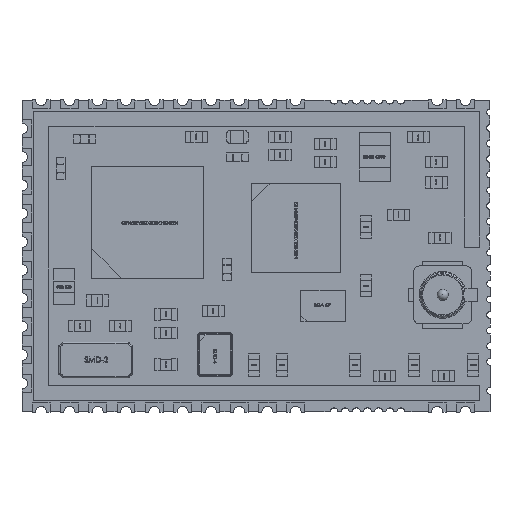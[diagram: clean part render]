
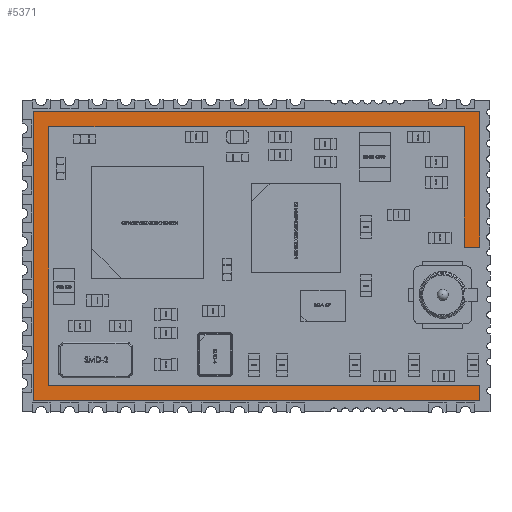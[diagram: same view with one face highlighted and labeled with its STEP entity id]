
A CAD part, top view. The second image highlights one B-rep face of the part: STEP entity #5371.
In plain terms, the highlighted planar face has unit normal (0, 0, 1).
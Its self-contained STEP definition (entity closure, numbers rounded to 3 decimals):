
#1896 = CARTESIAN_POINT ( 'NONE',  ( 0., 0., 1.01 ) ) ;
#1918 = DIRECTION ( 'NONE',  ( 0., 0., 1. ) ) ;
#1949 = DIRECTION ( 'NONE',  ( 1., 0., 0. ) ) ;
#2006 = PLANE ( 'NONE',  #121898 ) ;
#5371 = ADVANCED_FACE ( 'N', ( #149499 ), #2006, .T. ) ;
#26560 = ORIENTED_EDGE ( 'NONE', *, *, #54762, .T. ) ;
#26575 = ORIENTED_EDGE ( 'NONE', *, *, #54838, .T. ) ;
#26579 = ORIENTED_EDGE ( 'NONE', *, *, #54787, .T. ) ;
#26616 = ORIENTED_EDGE ( 'NONE', *, *, #54828, .T. ) ;
#26629 = ORIENTED_EDGE ( 'NONE', *, *, #54831, .T. ) ;
#26667 = ORIENTED_EDGE ( 'NONE', *, *, #54883, .T. ) ;
#26669 = ORIENTED_EDGE ( 'NONE', *, *, #54827, .T. ) ;
#26675 = ORIENTED_EDGE ( 'NONE', *, *, #54759, .T. ) ;
#26690 = ORIENTED_EDGE ( 'NONE', *, *, #54880, .T. ) ;
#26693 = ORIENTED_EDGE ( 'NONE', *, *, #54800, .T. ) ;
#54759 = EDGE_CURVE ( 'NONE', #81152, #81157, #135856, .T. ) ;
#54762 = EDGE_CURVE ( 'NONE', #81105, #81083, #135870, .T. ) ;
#54787 = EDGE_CURVE ( 'NONE', #81157, #81148, #135954, .T. ) ;
#54800 = EDGE_CURVE ( 'NONE', #81083, #81256, #135893, .T. ) ;
#54827 = EDGE_CURVE ( 'NONE', #81148, #81105, #136026, .T. ) ;
#54828 = EDGE_CURVE ( 'NONE', #81217, #81263, #135976, .T. ) ;
#54831 = EDGE_CURVE ( 'NONE', #81256, #81230, #135992, .T. ) ;
#54838 = EDGE_CURVE ( 'NONE', #81263, #81222, #135998, .T. ) ;
#54880 = EDGE_CURVE ( 'NONE', #81222, #81152, #136065, .T. ) ;
#54883 = EDGE_CURVE ( 'NONE', #81230, #81217, #136101, .T. ) ;
#66269 = CARTESIAN_POINT ( 'NONE',  ( 1.2, 1.2, 1.01 ) ) ;
#66369 = CARTESIAN_POINT ( 'NONE',  ( 20.55, 1.2, 1.01 ) ) ;
#66371 = CARTESIAN_POINT ( 'NONE',  ( 0.5, 13.5, 1.01 ) ) ;
#66394 = CARTESIAN_POINT ( 'NONE',  ( 19.85, 7.4, 1.01 ) ) ;
#66396 = CARTESIAN_POINT ( 'NONE',  ( 19.85, 12.8, 1.01 ) ) ;
#66404 = CARTESIAN_POINT ( 'NONE',  ( 0.5, 0.5, 1.01 ) ) ;
#66448 = CARTESIAN_POINT ( 'NONE',  ( 20.55, 13.5, 1.01 ) ) ;
#66449 = CARTESIAN_POINT ( 'NONE',  ( 20.55, 0.5, 1.01 ) ) ;
#66516 = CARTESIAN_POINT ( 'NONE',  ( 20.55, 7.4, 1.01 ) ) ;
#66528 = CARTESIAN_POINT ( 'NONE',  ( 1.2, 12.8, 1.01 ) ) ;
#75248 = EDGE_LOOP ( 'NONE', ( #26675, #26579, #26669, #26560, #26693, #26629, #26667, #26616, #26575, #26690 ) ) ;
#81083 = VERTEX_POINT ( 'NONE', #66269 ) ;
#81105 = VERTEX_POINT ( 'NONE', #66369 ) ;
#81148 = VERTEX_POINT ( 'NONE', #66449 ) ;
#81152 = VERTEX_POINT ( 'NONE', #66371 ) ;
#81157 = VERTEX_POINT ( 'NONE', #66404 ) ;
#81217 = VERTEX_POINT ( 'NONE', #66394 ) ;
#81222 = VERTEX_POINT ( 'NONE', #66448 ) ;
#81230 = VERTEX_POINT ( 'NONE', #66396 ) ;
#81256 = VERTEX_POINT ( 'NONE', #66528 ) ;
#81263 = VERTEX_POINT ( 'NONE', #66516 ) ;
#121898 = AXIS2_PLACEMENT_3D ( 'NONE', #1896, #1918, #1949 ) ;
#135823 = VECTOR ( 'NONE', #141460, 1000. ) ;
#135856 = LINE ( 'NONE', #141458, #135867 ) ;
#135867 = VECTOR ( 'NONE', #141436, 1000. ) ;
#135870 = LINE ( 'NONE', #141459, #135823 ) ;
#135893 = LINE ( 'NONE', #141533, #135956 ) ;
#135904 = VECTOR ( 'NONE', #141487, 1000. ) ;
#135954 = LINE ( 'NONE', #141478, #135904 ) ;
#135956 = VECTOR ( 'NONE', #141502, 1000. ) ;
#135969 = VECTOR ( 'NONE', #141588, 1000. ) ;
#135976 = LINE ( 'NONE', #141606, #135979 ) ;
#135979 = VECTOR ( 'NONE', #141582, 1000. ) ;
#135982 = VECTOR ( 'NONE', #141619, 1000. ) ;
#135992 = LINE ( 'NONE', #141620, #135982 ) ;
#135998 = LINE ( 'NONE', #141613, #136028 ) ;
#136026 = LINE ( 'NONE', #141614, #135969 ) ;
#136028 = VECTOR ( 'NONE', #141615, 1000. ) ;
#136065 = LINE ( 'NONE', #141731, #136090 ) ;
#136067 = VECTOR ( 'NONE', #141716, 1000. ) ;
#136090 = VECTOR ( 'NONE', #141726, 1000. ) ;
#136101 = LINE ( 'NONE', #141714, #136067 ) ;
#141436 = DIRECTION ( 'NONE',  ( 0., -1., 0. ) ) ;
#141458 = CARTESIAN_POINT ( 'NONE',  ( 0.5, 0.5, 1.01 ) ) ;
#141459 = CARTESIAN_POINT ( 'NONE',  ( 1.2, 1.2, 1.01 ) ) ;
#141460 = DIRECTION ( 'NONE',  ( -1., 0., 0. ) ) ;
#141478 = CARTESIAN_POINT ( 'NONE',  ( 20.55, 0.5, 1.01 ) ) ;
#141487 = DIRECTION ( 'NONE',  ( 1., 0., 0. ) ) ;
#141502 = DIRECTION ( 'NONE',  ( 0., 1., 0. ) ) ;
#141533 = CARTESIAN_POINT ( 'NONE',  ( 1.2, 12.8, 1.01 ) ) ;
#141582 = DIRECTION ( 'NONE',  ( 1., 0., 0. ) ) ;
#141588 = DIRECTION ( 'NONE',  ( 0., 1., 0. ) ) ;
#141606 = CARTESIAN_POINT ( 'NONE',  ( 19.85, 7.4, 1.01 ) ) ;
#141613 = CARTESIAN_POINT ( 'NONE',  ( 20.55, 7.4, 1.01 ) ) ;
#141614 = CARTESIAN_POINT ( 'NONE',  ( 20.55, 1.2, 1.01 ) ) ;
#141615 = DIRECTION ( 'NONE',  ( 0., 1., 0. ) ) ;
#141619 = DIRECTION ( 'NONE',  ( 1., 0., 0. ) ) ;
#141620 = CARTESIAN_POINT ( 'NONE',  ( 19.85, 12.8, 1.01 ) ) ;
#141714 = CARTESIAN_POINT ( 'NONE',  ( 19.85, 7.4, 1.01 ) ) ;
#141716 = DIRECTION ( 'NONE',  ( 0., -1., 0. ) ) ;
#141726 = DIRECTION ( 'NONE',  ( -1., 0., 0. ) ) ;
#141731 = CARTESIAN_POINT ( 'NONE',  ( 0.5, 13.5, 1.01 ) ) ;
#149499 = FACE_OUTER_BOUND ( 'NONE', #75248, .T. ) ;
